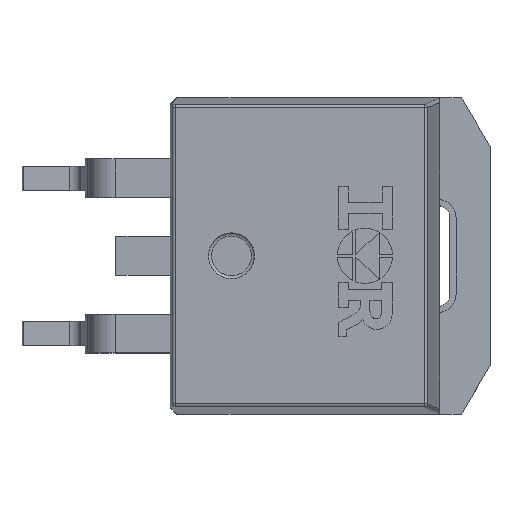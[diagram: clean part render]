
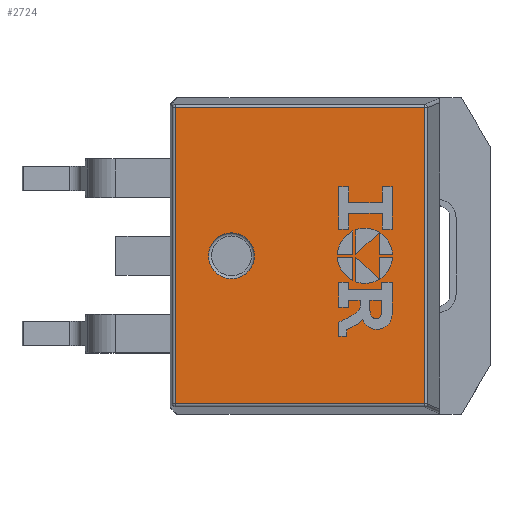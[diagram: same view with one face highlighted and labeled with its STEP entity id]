
A CAD part, top view. The second image highlights one B-rep face of the part: STEP entity #2724.
In plain terms, the highlighted planar face has unit normal (0, 0, 1).
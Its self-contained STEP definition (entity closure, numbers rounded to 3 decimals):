
#88=FACE_BOUND('',#336,.T.);
#96=CIRCLE('',#2902,0.75);
#170=FACE_OUTER_BOUND('',#335,.T.);
#335=EDGE_LOOP('',(#1821,#1822,#1823,#1824));
#336=EDGE_LOOP('',(#1825));
#518=LINE('',#3980,#836);
#519=LINE('',#3982,#837);
#520=LINE('',#3984,#838);
#521=LINE('',#3985,#839);
#836=VECTOR('',#3169,1000.);
#837=VECTOR('',#3170,1000.);
#838=VECTOR('',#3171,1000.);
#839=VECTOR('',#3172,1000.);
#1154=VERTEX_POINT('',#3966);
#1159=VERTEX_POINT('',#3978);
#1160=VERTEX_POINT('',#3979);
#1161=VERTEX_POINT('',#3981);
#1162=VERTEX_POINT('',#3983);
#1416=EDGE_CURVE('',#1154,#1154,#96,.T.);
#1421=EDGE_CURVE('',#1159,#1160,#518,.T.);
#1422=EDGE_CURVE('',#1160,#1161,#519,.T.);
#1423=EDGE_CURVE('',#1161,#1162,#520,.T.);
#1424=EDGE_CURVE('',#1162,#1159,#521,.T.);
#1821=ORIENTED_EDGE('',*,*,#1421,.T.);
#1822=ORIENTED_EDGE('',*,*,#1422,.T.);
#1823=ORIENTED_EDGE('',*,*,#1423,.T.);
#1824=ORIENTED_EDGE('',*,*,#1424,.T.);
#1825=ORIENTED_EDGE('',*,*,#1416,.F.);
#2606=PLANE('',#2904);
#2724=ADVANCED_FACE('',(#170,#88),#2606,.T.);
#2902=AXIS2_PLACEMENT_3D('',#3967,#3159,#3160);
#2904=AXIS2_PLACEMENT_3D('',#3977,#3167,#3168);
#3159=DIRECTION('center_axis',(0.,0.,1.));
#3160=DIRECTION('ref_axis',(0.,-1.,0.));
#3167=DIRECTION('center_axis',(0.,0.,1.));
#3168=DIRECTION('ref_axis',(0.,-1.,0.));
#3169=DIRECTION('',(-1.,0.,0.));
#3170=DIRECTION('',(0.,-1.,0.));
#3171=DIRECTION('',(1.,0.,0.));
#3172=DIRECTION('',(0.,1.,0.));
#3966=CARTESIAN_POINT('',(-0.8,-0.75,4.56));
#3967=CARTESIAN_POINT('Origin',(-0.8,0.,
4.56));
#3977=CARTESIAN_POINT('Origin',(0.,0.,4.56));
#3978=CARTESIAN_POINT('',(5.508,4.842,4.56));
#3979=CARTESIAN_POINT('',(-2.641,4.842,4.56));
#3980=CARTESIAN_POINT('',(-2.736,4.842,4.56));
#3981=CARTESIAN_POINT('',(-2.641,-4.842,4.56));
#3982=CARTESIAN_POINT('',(-2.641,0.,4.56));
#3983=CARTESIAN_POINT('',(5.508,-4.842,4.56));
#3984=CARTESIAN_POINT('',(5.596,-4.842,4.56));
#3985=CARTESIAN_POINT('',(5.508,0.,4.56));
